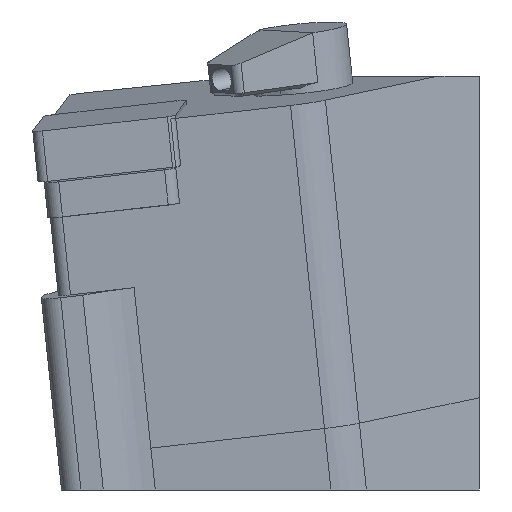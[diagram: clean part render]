
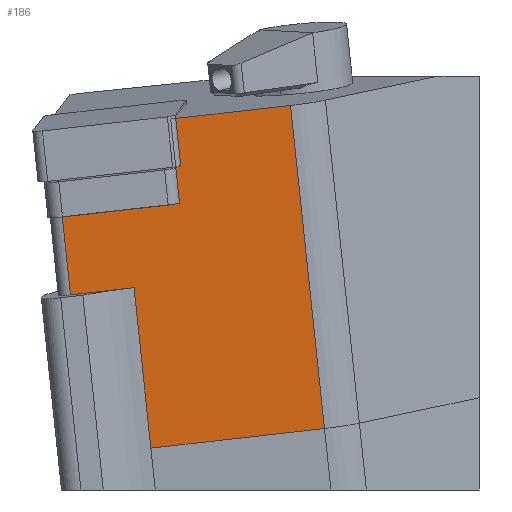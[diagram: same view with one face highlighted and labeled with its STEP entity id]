
A CAD part, left-side view. The second image highlights one B-rep face of the part: STEP entity #186.
In plain terms, the highlighted planar face has unit normal (-0.992, -0.087, -0.096).
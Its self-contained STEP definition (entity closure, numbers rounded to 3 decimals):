
#186=ADVANCED_FACE('',(#307),#254,.F.);
#254=PLANE('',#1451);
#307=FACE_OUTER_BOUND('',#378,.T.);
#378=EDGE_LOOP('',(#591,#592,#593,#594,#595,#596,#597,#598,#599));
#591=ORIENTED_EDGE('',*,*,#1037,.T.);
#592=ORIENTED_EDGE('',*,*,#1032,.F.);
#593=ORIENTED_EDGE('',*,*,#1038,.T.);
#594=ORIENTED_EDGE('',*,*,#987,.T.);
#595=ORIENTED_EDGE('',*,*,#970,.T.);
#596=ORIENTED_EDGE('',*,*,#1039,.T.);
#597=ORIENTED_EDGE('',*,*,#1024,.T.);
#598=ORIENTED_EDGE('',*,*,#1040,.F.);
#599=ORIENTED_EDGE('',*,*,#1041,.T.);
#849=VERTEX_POINT('',#1942);
#850=VERTEX_POINT('',#1943);
#863=VERTEX_POINT('',#1978);
#885=VERTEX_POINT('',#2048);
#887=VERTEX_POINT('',#2051);
#893=VERTEX_POINT('',#2065);
#894=VERTEX_POINT('',#2067);
#895=VERTEX_POINT('',#2075);
#896=VERTEX_POINT('',#2079);
#970=EDGE_CURVE('',#849,#850,#1153,.T.);
#987=EDGE_CURVE('',#863,#849,#1166,.T.);
#1024=EDGE_CURVE('',#887,#885,#1197,.T.);
#1032=EDGE_CURVE('',#893,#894,#1203,.T.);
#1037=EDGE_CURVE('',#895,#894,#1207,.T.);
#1038=EDGE_CURVE('',#893,#863,#1208,.T.);
#1039=EDGE_CURVE('',#850,#887,#1209,.T.);
#1040=EDGE_CURVE('',#896,#885,#1210,.T.);
#1041=EDGE_CURVE('',#896,#895,#1211,.T.);
#1153=LINE('',#1941,#1287);
#1166=LINE('',#1977,#1300);
#1197=LINE('',#2050,#1331);
#1203=LINE('',#2066,#1337);
#1207=LINE('',#2074,#1341);
#1208=LINE('',#2076,#1342);
#1209=LINE('',#2077,#1343);
#1210=LINE('',#2078,#1344);
#1211=LINE('',#2080,#1345);
#1287=VECTOR('',#1556,1.);
#1300=VECTOR('',#1587,1.);
#1331=VECTOR('',#1654,1.);
#1337=VECTOR('',#1666,1.);
#1341=VECTOR('',#1676,1.);
#1342=VECTOR('',#1677,1.);
#1343=VECTOR('',#1678,1.);
#1344=VECTOR('',#1679,1.);
#1345=VECTOR('',#1680,1.);
#1451=AXIS2_PLACEMENT_3D('',#2081,#1681,#1682);
#1556=DIRECTION('',(0.076,-0.991,0.112));
#1587=DIRECTION('',(0.105,-0.104,-0.989));
#1654=DIRECTION('',(-0.076,0.991,-0.112));
#1666=DIRECTION('',(-0.105,0.104,0.989));
#1676=DIRECTION('',(-0.076,0.991,-0.112));
#1677=DIRECTION('',(0.076,-0.991,0.112));
#1678=DIRECTION('',(-0.105,0.104,0.989));
#1679=DIRECTION('',(-0.105,0.104,0.989));
#1680=DIRECTION('',(-0.076,0.991,-0.112));
#1681=DIRECTION('',(0.992,0.087,0.096));
#1682=DIRECTION('',(0.096,0.,-0.995));
#1941=CARTESIAN_POINT('',(5.502,-26.163,-26.503));
#1942=CARTESIAN_POINT('',(4.313,-10.642,-28.26));
#1943=CARTESIAN_POINT('',(5.502,-26.163,-26.503));
#1977=CARTESIAN_POINT('',(-23.157,16.678,231.675));
#1978=CARTESIAN_POINT('',(2.797,-9.134,-13.91));
#2048=CARTESIAN_POINT('',(1.629,-12.413,1.173));
#2050=CARTESIAN_POINT('',(0.676,0.025,-0.235));
#2051=CARTESIAN_POINT('',(2.449,-23.127,2.386));
#2065=CARTESIAN_POINT('',(2.362,-3.451,-14.553));
#2066=CARTESIAN_POINT('',(-23.593,22.361,231.032));
#2067=CARTESIAN_POINT('',(1.624,-2.717,-7.571));
#2074=CARTESIAN_POINT('',(3.248,-23.921,-5.17));
#2075=CARTESIAN_POINT('',(2.398,-12.832,-6.426));
#2076=CARTESIAN_POINT('',(3.986,-24.655,-12.153));
#2077=CARTESIAN_POINT('',(-21.969,1.157,233.432));
#2078=CARTESIAN_POINT('',(-22.789,11.871,232.219));
#2079=CARTESIAN_POINT('',(2.427,-13.207,-6.383));
#2080=CARTESIAN_POINT('',(3.248,-23.921,-5.17));
#2081=CARTESIAN_POINT('',(-21.969,1.157,233.432));
